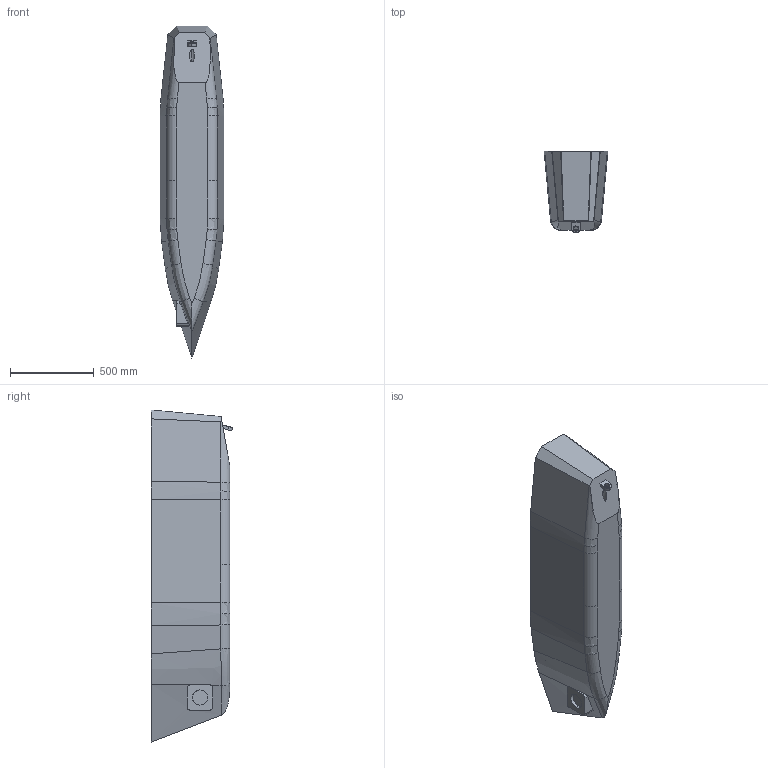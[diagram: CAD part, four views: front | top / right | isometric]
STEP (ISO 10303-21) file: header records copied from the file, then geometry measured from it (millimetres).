
FILE_DESCRIPTION (( 'STEP AP214' ), '1' );
FILE_NAME ('SAG_Kanat.STEP', '2025-03-03T11:30:58', ( '' ), ( '' ), 'SwSTEP 2.0', 'SolidWorks 2024', '' );
FILE_SCHEMA (( 'AUTOMOTIVE_DESIGN' ));
Length unit declared in the file: millimetre
Products named in the file (1): SAĞ_Kanat
Bounding box: 380.25 x 484.98 x 1978.43 mm (x, y, z)
Volume: 15748269.8 mm3; surface area: 4897261.6 mm2
Topology: 2 solids, 2 shells, 299 faces, 833 edges, 544 vertices
Faces by surface type: cylinder 139, plane 124, bspline 36
Entity records: 10647 total; most frequent: CARTESIAN_POINT 2937, ORIENTED_EDGE 1666, DIRECTION 1511, EDGE_CURVE 833, VERTEX_POINT 544, AXIS2_PLACEMENT_3D 530, VECTOR 451, LINE 451
